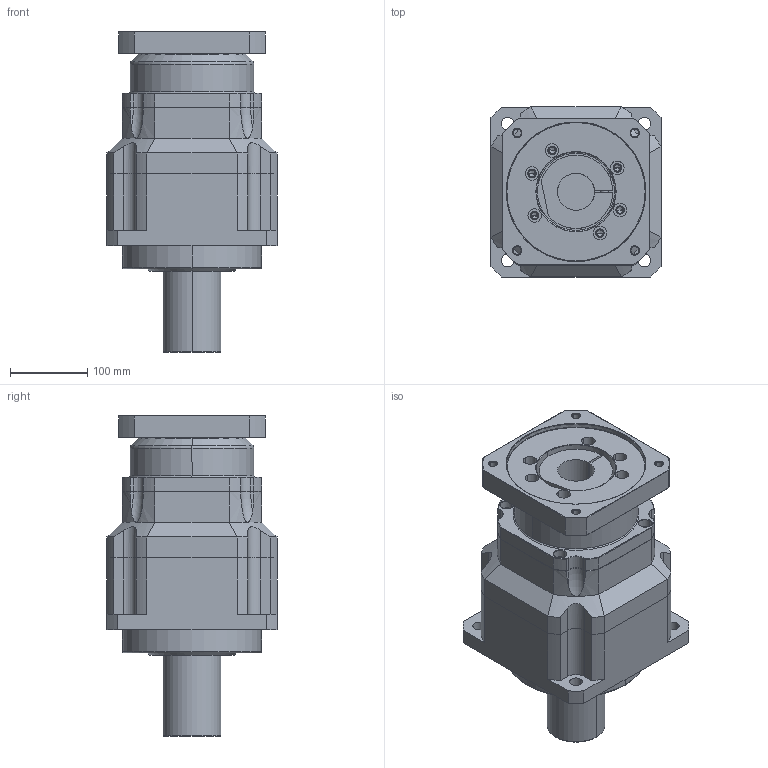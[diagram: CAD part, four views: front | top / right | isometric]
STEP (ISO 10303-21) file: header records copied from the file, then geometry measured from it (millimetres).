
FILE_DESCRIPTION((''),'2;1');
FILE_NAME('AF2202-P0403600601_ASM','2008-09-19T',('d00080'),(''),'PRO/ENGINEER BY PARAMETRIC TECHNOLOGY CORPORATION, 2006170','PRO/ENGINEER BY PARAMETRIC TECHNOLOGY CORPORATION, 2006170','');
FILE_SCHEMA(('CONFIG_CONTROL_DESIGN'));
Length unit declared in the file: millimetre
Products named in the file (5): AF2202; AB2202-1; P1301600001; P0403600601; AF2202-P0403600601_ASM
Assembly tree (4 placements, depth 2):
  AF2202-P0403600601_ASM
    AF2202
    AB2202-1
    P1301600001
    P0403600601
Bounding box: 220 x 220 x 415 mm (x, y, z)
Volume: 9776116.9 mm3; surface area: 612767.4 mm2
Topology: 4 solids, 16 shells, 490 faces, 1159 edges, 707 vertices
Faces by surface type: cylinder 205, plane 111, cone 108, torus 62, bspline 4
Entity records: 14694 total; most frequent: CARTESIAN_POINT 2947, DIRECTION 2667, ORIENTED_EDGE 2240, EDGE_CURVE 1145, AXIS2_PLACEMENT_3D 1100, VERTEX_POINT 707, CIRCLE 599, EDGE_LOOP 578
